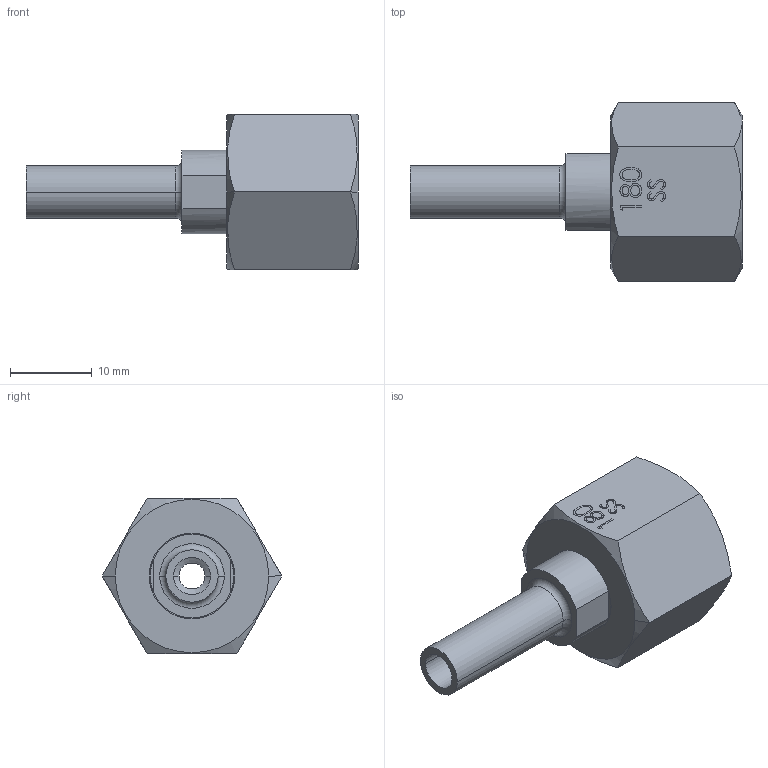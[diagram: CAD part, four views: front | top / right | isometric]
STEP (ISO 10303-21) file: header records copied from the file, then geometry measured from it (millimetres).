
FILE_DESCRIPTION (( 'STEP AP203' ), '1' );
FILE_NAME ('INL-180SS-4TS-20F.STEP', '2024-11-13T21:00:28', ( '' ), ( '' ), 'SwSTEP 2.0', 'SolidWorks 2018', '' );
FILE_SCHEMA (( 'CONFIG_CONTROL_DESIGN' ));
Length unit declared in the file: inch
Products named in the file (4): PRT-000243; PRT-000151; PRT-000905; INL-180SS-4TS-20F
Assembly tree (3 placements, depth 2):
  INL-180SS-4TS-20F
    PRT-000151
    PRT-000243
    PRT-000905
Bounding box: 40.68 x 22 x 19.05 mm (x, y, z)
Volume: 3988.6 mm3; surface area: 4249.9 mm2
Topology: 3 solids, 3 shells, 137 faces, 545 edges, 432 vertices
Faces by surface type: plane 43, cylinder 38, bspline 31, cone 19, torus 6
Entity records: 13285 total; most frequent: CARTESIAN_POINT 8851, ORIENTED_EDGE 1090, EDGE_CURVE 545, DIRECTION 508, VERTEX_POINT 432, B_SPLINE_CURVE_WITH_KNOTS 353, AXIS2_PLACEMENT_3D 204, EDGE_LOOP 161
